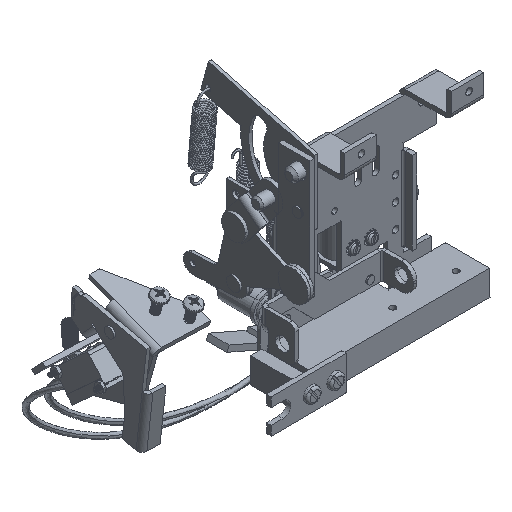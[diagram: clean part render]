
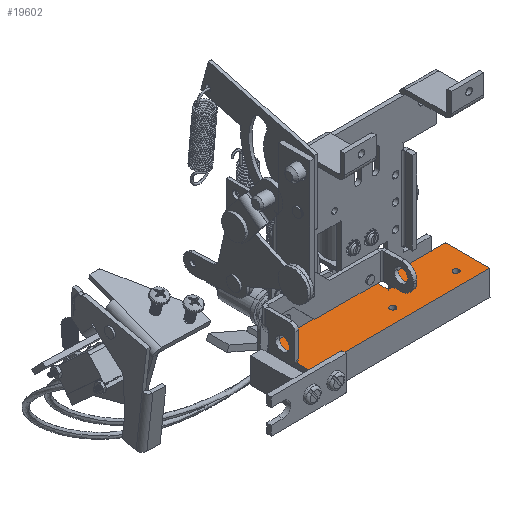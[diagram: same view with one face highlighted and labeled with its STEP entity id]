
A CAD part, isometric view. The second image highlights one B-rep face of the part: STEP entity #19602.
In plain terms, the highlighted face is planar.
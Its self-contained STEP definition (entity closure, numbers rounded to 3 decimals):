
#2301 = CARTESIAN_POINT ( 'NONE',  ( 0., 17.41, 73.67 ) ) ;
#2400 = CARTESIAN_POINT ( 'NONE',  ( 0., 7.78, 92.635 ) ) ;
#2787 = CIRCLE ( 'NONE', #43500, 1.5 ) ;
#3342 = DIRECTION ( 'NONE',  ( 0., 0., -1. ) ) ;
#3431 = CIRCLE ( 'NONE', #79558, 1.5 ) ;
#3982 = CARTESIAN_POINT ( 'NONE',  ( 0., 23.76, 104.46 ) ) ;
#4361 = VERTEX_POINT ( 'NONE', #55751 ) ;
#4648 = ORIENTED_EDGE ( 'NONE', *, *, #33671, .F. ) ;
#5189 = DIRECTION ( 'NONE',  ( 0., 1., 0. ) ) ;
#7446 = LINE ( 'NONE', #19350, #65865 ) ;
#8248 = EDGE_LOOP ( 'NONE', ( #69306, #70984 ) ) ;
#8751 = CARTESIAN_POINT ( 'NONE',  ( 0., 17.41, 67.371 ) ) ;
#9349 = LINE ( 'NONE', #3982, #25551 ) ;
#9503 = CARTESIAN_POINT ( 'NONE',  ( 0., 17.41, 73.67 ) ) ;
#11109 = LINE ( 'NONE', #9503, #58024 ) ;
#14303 = VERTEX_POINT ( 'NONE', #2400 ) ;
#15186 = EDGE_CURVE ( 'NONE', #50849, #53597, #48112, .T. ) ;
#15517 = DIRECTION ( 'NONE',  ( 0., 0., -1. ) ) ;
#16726 = AXIS2_PLACEMENT_3D ( 'NONE', #59365, #52785, #77852 ) ;
#17684 = ORIENTED_EDGE ( 'NONE', *, *, #75820, .F. ) ;
#18240 = DIRECTION ( 'NONE',  ( -1., 0., 0. ) ) ;
#19200 = AXIS2_PLACEMENT_3D ( 'NONE', #55123, #73623, #55533 ) ;
#19350 = CARTESIAN_POINT ( 'NONE',  ( 0., 23.76, 67.371 ) ) ;
#19365 = DIRECTION ( 'NONE',  ( 0., 0., -1. ) ) ;
#19386 = AXIS2_PLACEMENT_3D ( 'NONE', #50640, #25995, #19365 ) ;
#19602 = ADVANCED_FACE ( 'NONE', ( #79064, #34282, #60168 ), #47425, .F. ) ;
#20900 = CARTESIAN_POINT ( 'NONE',  ( 0., 23.76, 104.46 ) ) ;
#21303 = DIRECTION ( 'NONE',  ( 0., 0., -1. ) ) ;
#21525 = VECTOR ( 'NONE', #38571, 1000. ) ;
#22297 = DIRECTION ( 'NONE',  ( -1., 0., 0. ) ) ;
#22698 = DIRECTION ( 'NONE',  ( 0., 0., -1. ) ) ;
#23210 = EDGE_CURVE ( 'NONE', #14303, #64108, #3431, .T. ) ;
#24809 = VERTEX_POINT ( 'NONE', #8751 ) ;
#25408 = LINE ( 'NONE', #44348, #21525 ) ;
#25417 = VECTOR ( 'NONE', #5189, 1000. ) ;
#25551 = VECTOR ( 'NONE', #15517, 1000. ) ;
#25995 = DIRECTION ( 'NONE',  ( -1., 0., 0. ) ) ;
#26590 = ORIENTED_EDGE ( 'NONE', *, *, #43429, .T. ) ;
#28535 = EDGE_LOOP ( 'NONE', ( #51798, #30817 ) ) ;
#29248 = EDGE_CURVE ( 'NONE', #4361, #57083, #40241, .T. ) ;
#29499 = LINE ( 'NONE', #35655, #25417 ) ;
#30817 = ORIENTED_EDGE ( 'NONE', *, *, #15186, .F. ) ;
#31499 = CARTESIAN_POINT ( 'NONE',  ( 0., 23.76, 73.67 ) ) ;
#33027 = VECTOR ( 'NONE', #21303, 1000. ) ;
#33313 = CARTESIAN_POINT ( 'NONE',  ( 0., 0., 104.46 ) ) ;
#33671 = EDGE_CURVE ( 'NONE', #47619, #56880, #25408, .T. ) ;
#34227 = VERTEX_POINT ( 'NONE', #60754 ) ;
#34282 = FACE_BOUND ( 'NONE', #8248, .T. ) ;
#35254 = ORIENTED_EDGE ( 'NONE', *, *, #29248, .T. ) ;
#35655 = CARTESIAN_POINT ( 'NONE',  ( 0., 0., 9. ) ) ;
#37375 = EDGE_CURVE ( 'NONE', #68518, #24809, #11109, .T. ) ;
#38571 = DIRECTION ( 'NONE',  ( 0., -1., 0. ) ) ;
#39147 = CARTESIAN_POINT ( 'NONE',  ( 0., 23.76, 9. ) ) ;
#39481 = LINE ( 'NONE', #33313, #61632 ) ;
#40241 = LINE ( 'NONE', #20900, #33027 ) ;
#40501 = VECTOR ( 'NONE', #50380, 1000. ) ;
#43429 = EDGE_CURVE ( 'NONE', #77360, #68518, #62734, .T. ) ;
#43500 = AXIS2_PLACEMENT_3D ( 'NONE', #74178, #18240, #60632 ) ;
#44176 = ORIENTED_EDGE ( 'NONE', *, *, #46242, .T. ) ;
#44348 = CARTESIAN_POINT ( 'NONE',  ( 0., 0., 104.46 ) ) ;
#44492 = DIRECTION ( 'NONE',  ( 0., 1., 0. ) ) ;
#46242 = EDGE_CURVE ( 'NONE', #47619, #77360, #9349, .T. ) ;
#46852 = CARTESIAN_POINT ( 'NONE',  ( 0., 7.78, 61.655 ) ) ;
#47425 = PLANE ( 'NONE',  #16726 ) ;
#47619 = VERTEX_POINT ( 'NONE', #77247 ) ;
#48112 = CIRCLE ( 'NONE', #19200, 1.5 ) ;
#49009 = CARTESIAN_POINT ( 'NONE',  ( 0., 0., 104.46 ) ) ;
#50380 = DIRECTION ( 'NONE',  ( 0., -1., 0. ) ) ;
#50640 = CARTESIAN_POINT ( 'NONE',  ( 0., 7.78, 60.155 ) ) ;
#50849 = VERTEX_POINT ( 'NONE', #46852 ) ;
#51798 = ORIENTED_EDGE ( 'NONE', *, *, #69047, .F. ) ;
#51927 = ORIENTED_EDGE ( 'NONE', *, *, #61708, .F. ) ;
#52785 = DIRECTION ( 'NONE',  ( 1., 0., 0. ) ) ;
#53597 = VERTEX_POINT ( 'NONE', #72339 ) ;
#54156 = CARTESIAN_POINT ( 'NONE',  ( 0., 23.76, 73.67 ) ) ;
#54894 = CARTESIAN_POINT ( 'NONE',  ( 0., 7.78, 95.635 ) ) ;
#55123 = CARTESIAN_POINT ( 'NONE',  ( 0., 7.78, 60.155 ) ) ;
#55533 = DIRECTION ( 'NONE',  ( 0., 0., -1. ) ) ;
#55751 = CARTESIAN_POINT ( 'NONE',  ( 0., 23.76, 67.371 ) ) ;
#55983 = ORIENTED_EDGE ( 'NONE', *, *, #78781, .T. ) ;
#56880 = VERTEX_POINT ( 'NONE', #49009 ) ;
#57083 = VERTEX_POINT ( 'NONE', #39147 ) ;
#58024 = VECTOR ( 'NONE', #3342, 1000. ) ;
#58218 = EDGE_CURVE ( 'NONE', #64108, #14303, #2787, .T. ) ;
#58393 = DIRECTION ( 'NONE',  ( 0., 0., -1. ) ) ;
#59365 = CARTESIAN_POINT ( 'NONE',  ( 0., 0., 104.46 ) ) ;
#60168 = FACE_OUTER_BOUND ( 'NONE', #60858, .T. ) ;
#60632 = DIRECTION ( 'NONE',  ( 0., 0., -1. ) ) ;
#60754 = CARTESIAN_POINT ( 'NONE',  ( 0., 0., 9. ) ) ;
#60858 = EDGE_LOOP ( 'NONE', ( #35254, #17684, #51927, #4648, #44176, #26590, #79423, #55983 ) ) ;
#61632 = VECTOR ( 'NONE', #58393, 1000. ) ;
#61708 = EDGE_CURVE ( 'NONE', #56880, #34227, #39481, .T. ) ;
#62734 = LINE ( 'NONE', #31499, #40501 ) ;
#64108 = VERTEX_POINT ( 'NONE', #54894 ) ;
#65865 = VECTOR ( 'NONE', #44492, 1000. ) ;
#68518 = VERTEX_POINT ( 'NONE', #2301 ) ;
#69047 = EDGE_CURVE ( 'NONE', #53597, #50849, #71970, .T. ) ;
#69306 = ORIENTED_EDGE ( 'NONE', *, *, #23210, .F. ) ;
#70984 = ORIENTED_EDGE ( 'NONE', *, *, #58218, .F. ) ;
#71970 = CIRCLE ( 'NONE', #19386, 1.5 ) ;
#72339 = CARTESIAN_POINT ( 'NONE',  ( 0., 7.78, 58.655 ) ) ;
#73623 = DIRECTION ( 'NONE',  ( -1., 0., 0. ) ) ;
#74178 = CARTESIAN_POINT ( 'NONE',  ( 0., 7.78, 94.135 ) ) ;
#75820 = EDGE_CURVE ( 'NONE', #34227, #57083, #29499, .T. ) ;
#77247 = CARTESIAN_POINT ( 'NONE',  ( 0., 23.76, 104.46 ) ) ;
#77360 = VERTEX_POINT ( 'NONE', #54156 ) ;
#77852 = DIRECTION ( 'NONE',  ( 0., 0., -1. ) ) ;
#78781 = EDGE_CURVE ( 'NONE', #24809, #4361, #7446, .T. ) ;
#79032 = CARTESIAN_POINT ( 'NONE',  ( 0., 7.78, 94.135 ) ) ;
#79064 = FACE_BOUND ( 'NONE', #28535, .T. ) ;
#79423 = ORIENTED_EDGE ( 'NONE', *, *, #37375, .T. ) ;
#79558 = AXIS2_PLACEMENT_3D ( 'NONE', #79032, #22297, #22698 ) ;
